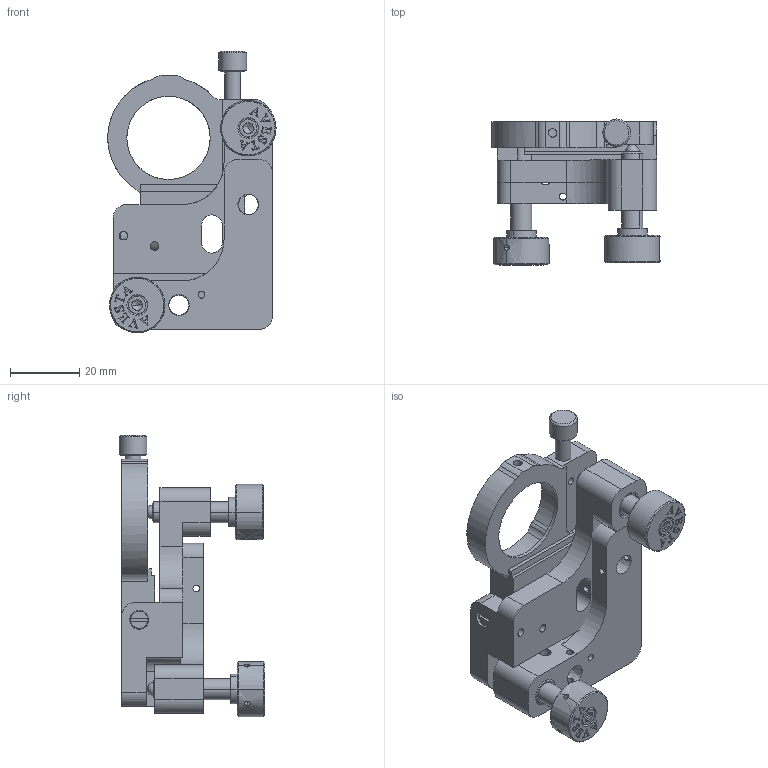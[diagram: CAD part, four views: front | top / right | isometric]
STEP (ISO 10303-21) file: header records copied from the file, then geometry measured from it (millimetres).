
FILE_DESCRIPTION(/* description */ (''),/* implementation_level */ '2;1');
FILE_NAME(/* name */ 'MMF-RB',/* time_stamp */ '2021-08-20T15:37:22+03:00',/* author */ (''),/* organization */ (''),/* preprocessor_version */ 'ST-DEVELOPER v15',/* originating_system */ '',/* authorisation */ '');
FILE_SCHEMA (('AUTOMOTIVE_DESIGN'));
Length unit declared in the file: millimetre
Products named in the file (8): Document; Флиппер25 \X2\0434044E0439
 буртик правый; Флиппер25 дюйм \X2\0431
 правый_Substitute_1; Block 01; Block 02; Block 03; Block 04
Assembly tree (7 placements, depth 5):
  Document
    Document
      Флиппер25 \X2\0434044E0439
 буртик правый
        Флиппер25 дюйм \X2\0431
 правый_Substitute_1
          Block 01
          Block 02
          Block 03
          Block 04
Bounding box: 48.46 x 41.95 x 81.19 mm (x, y, z)
Volume: 39108.1 mm3; surface area: 25101.4 mm2
Topology: 20 solids, 28 shells, 777 faces, 2145 edges, 1400 vertices
Faces by surface type: bspline 777
Entity records: 54395 total; most frequent: CARTESIAN_POINT 27784, B_SPLINE_CURVE_WITH_KNOTS 4922, ORIENTED_EDGE 4184, PCURVE 4184, DEFINITIONAL_REPRESENTATION 4184, SURFACE_CURVE 2105, EDGE_CURVE 2105, VERTEX_POINT 1400
